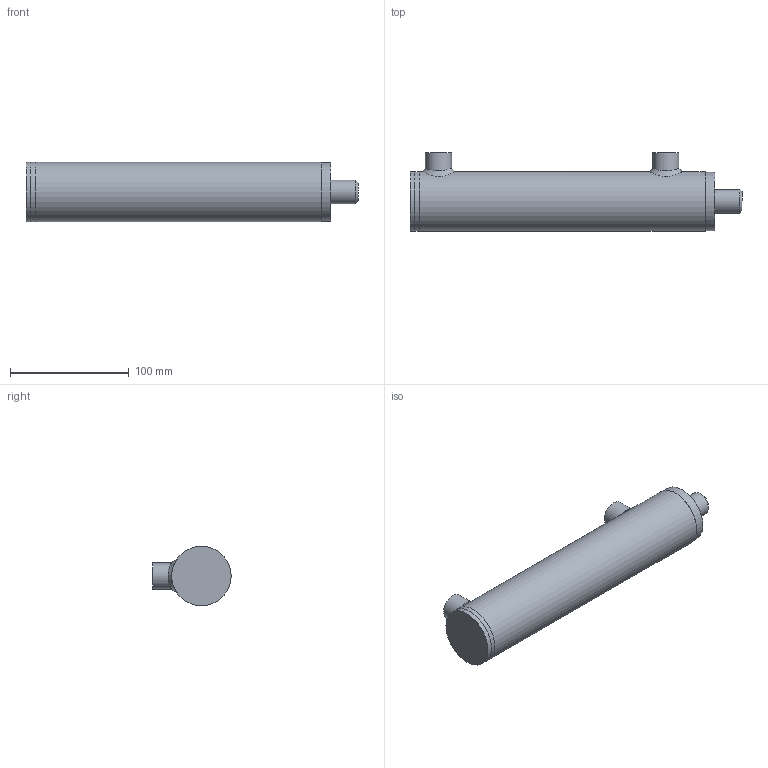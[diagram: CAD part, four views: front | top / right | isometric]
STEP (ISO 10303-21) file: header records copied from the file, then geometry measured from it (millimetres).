
FILE_DESCRIPTION(/* description */ (''),/* implementation_level */ '2;1');
FILE_NAME(/* name */ 'CY0400200150A00A00-1.stp',/* time_stamp */ '2023-02-01T15:22:39+01:00',/* author */ ('msn'),/* organization */ (''),/* preprocessor_version */ 'ST-DEVELOPER v19.2',/* originating_system */ 'Autodesk Inventor 2023',/* authorisation */ '');
FILE_SCHEMA (('AUTOMOTIVE_DESIGN { 1 0 10303 214 3 1 1 }'));
Length unit declared in the file: millimetre
Products named in the file (7): CY0400200150A00A00-1; CY0400200150A00A00-1_1; Rør; NBT005004020; stok; NBBORSG1-4; NBF000040050
Assembly tree (7 placements, depth 2):
  CY0400200150A00A00-1
    CY0400200150A00A00-1_1
    Rør
    NBT005004020
    stok
    NBBORSG1-4  x2
    NBF000040050
Bounding box: 279 x 65.82 x 50 mm (x, y, z)
Volume: 312418.5 mm3; surface area: 111917 mm2
Topology: 9 solids, 9 shells, 77 faces, 152 edges, 102 vertices
Faces by surface type: cylinder 33, plane 27, cone 15, bspline 2
Full cylindrical faces by diameter (mm): 6 x2, 11.445 x2, 14 x1, 15 x1, 20 x5, 22 x4, 22.895 x2, 24.325 x1, 35 x1, 40 x5, 42 x1, 44 x2, 49 x1, 50 x3
Entity records: 2970 total; most frequent: CARTESIAN_POINT 1169, DIRECTION 354, ORIENTED_EDGE 282, AXIS2_PLACEMENT_3D 154, EDGE_CURVE 141, EDGE_LOOP 96, VERTEX_POINT 95, FACE_OUTER_BOUND 71
